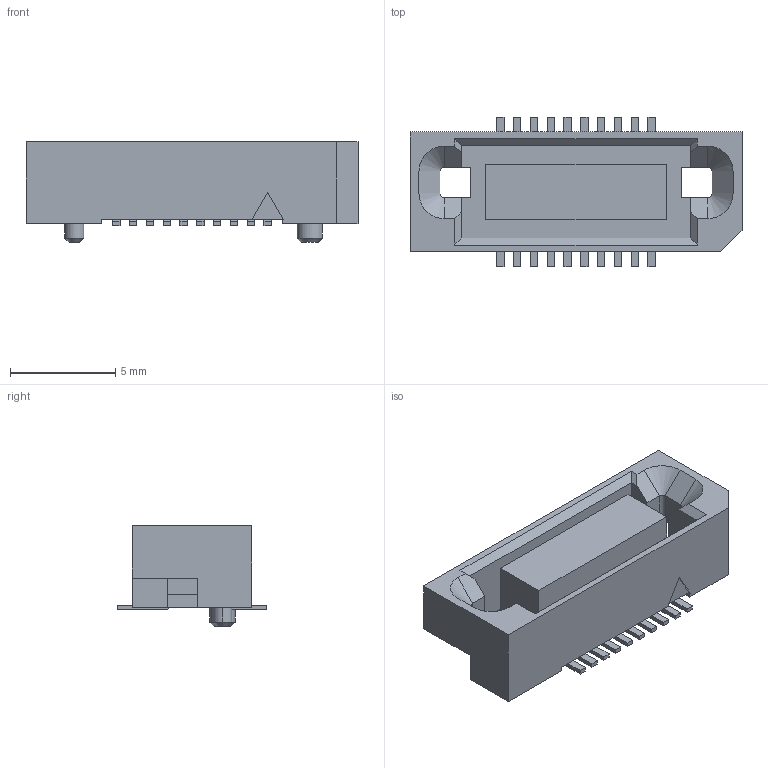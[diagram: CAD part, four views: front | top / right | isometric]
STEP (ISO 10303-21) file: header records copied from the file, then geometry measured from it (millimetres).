
FILE_DESCRIPTION(('OneSpaceDesigner STEP Export'),'2;1');
FILE_NAME('FX6-20S-0.8SV.stp','2008-03-27T18:17:25',(''),(''),'OneSpace Designer STEP processor for AP214 (Solid Model)','OneSpace Modeling 15.00A 14-Mar-2007 (C) CoCreate Software GmbH','');
FILE_SCHEMA(('AUTOMOTIVE_DESIGN { 1 0 10303 214 1 1 1 1 }'));
Length unit declared in the file: millimetre
Products named in the file (1): FX6-20S-0.8SV
Bounding box: 15.8 x 7.1 x 4.8 mm (x, y, z)
Volume: 227.1 mm3; surface area: 572 mm2
Topology: 1 solids, 1 shells, 209 faces, 544 edges, 357 vertices
Faces by surface type: plane 193, cone 8, cylinder 8
Entity records: 7366 total; most frequent: CARTESIAN_POINT 1101, ORIENTED_EDGE 1088, DIRECTION 968, EDGE_CURVE 544, VECTOR 520, LINE 520, VERTEX_POINT 357, EDGE_LOOP 233
